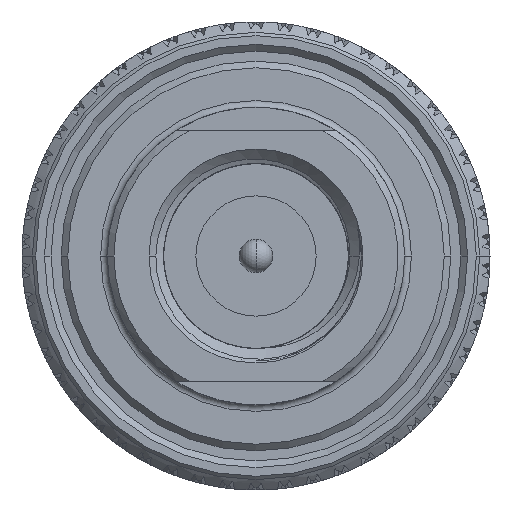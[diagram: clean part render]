
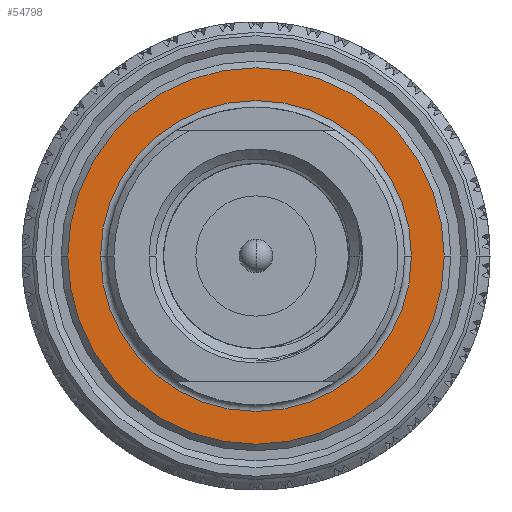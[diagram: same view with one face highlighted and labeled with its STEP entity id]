
A CAD part, left-side view. The second image highlights one B-rep face of the part: STEP entity #54798.
In plain terms, the highlighted planar face has unit normal (-1, 0, 0).
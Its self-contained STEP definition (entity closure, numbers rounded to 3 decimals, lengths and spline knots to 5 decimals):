
#5304 = EDGE_LOOP ( 'NONE', ( #10955, #55199 ) ) ;
#6713 = DIRECTION ( 'NONE',  ( 1., 0., 0. ) ) ;
#10498 = DIRECTION ( 'NONE',  ( 0., 1., 0. ) ) ;
#10712 = CARTESIAN_POINT ( 'NONE',  ( 0.463, 0., 0. ) ) ;
#10955 = ORIENTED_EDGE ( 'NONE', *, *, #48346, .T. ) ;
#19499 = CARTESIAN_POINT ( 'NONE',  ( 0.463, 0., 0. ) ) ;
#19889 = EDGE_LOOP ( 'NONE', ( #21477, #33205 ) ) ;
#21477 = ORIENTED_EDGE ( 'NONE', *, *, #29815, .T. ) ;
#28007 = VERTEX_POINT ( 'NONE', #35231 ) ;
#29347 = VERTEX_POINT ( 'NONE', #98408 ) ;
#29815 = EDGE_CURVE ( 'NONE', #58165, #84472, #90703, .T. ) ;
#31194 = AXIS2_PLACEMENT_3D ( 'NONE', #31551, #84298, #91649 ) ;
#31551 = CARTESIAN_POINT ( 'NONE',  ( 0.463, 0., 0. ) ) ;
#33205 = ORIENTED_EDGE ( 'NONE', *, *, #35272, .T. ) ;
#33408 = CIRCLE ( 'NONE', #31194, 0.2815 ) ;
#35231 = CARTESIAN_POINT ( 'NONE',  ( 0.463, 0.2325, 0. ) ) ;
#35272 = EDGE_CURVE ( 'NONE', #84472, #58165, #33408, .T. ) ;
#40471 = CARTESIAN_POINT ( 'NONE',  ( 0.463, 0.2815, 0. ) ) ;
#42657 = FACE_OUTER_BOUND ( 'NONE', #19889, .T. ) ;
#44610 = CARTESIAN_POINT ( 'NONE',  ( 0.463, 0., 0. ) ) ;
#47720 = DIRECTION ( 'NONE',  ( 1., 0., 0. ) ) ;
#48346 = EDGE_CURVE ( 'NONE', #28007, #29347, #87782, .T. ) ;
#48464 = CIRCLE ( 'NONE', #68977, 0.2325 ) ;
#49948 = EDGE_CURVE ( 'NONE', #29347, #28007, #48464, .T. ) ;
#54798 = ADVANCED_FACE ( 'NONE', ( #60454, #42657 ), #62348, .F. ) ;
#55199 = ORIENTED_EDGE ( 'NONE', *, *, #49948, .T. ) ;
#58165 = VERTEX_POINT ( 'NONE', #40471 ) ;
#60454 = FACE_BOUND ( 'NONE', #5304, .T. ) ;
#62348 = PLANE ( 'NONE',  #83457 ) ;
#65410 = CARTESIAN_POINT ( 'NONE',  ( 0.463, -0.2815, 0. ) ) ;
#68119 = AXIS2_PLACEMENT_3D ( 'NONE', #19499, #87899, #80852 ) ;
#68837 = AXIS2_PLACEMENT_3D ( 'NONE', #10712, #79388, #95073 ) ;
#68977 = AXIS2_PLACEMENT_3D ( 'NONE', #44610, #6713, #80029 ) ;
#79388 = DIRECTION ( 'NONE',  ( 1., 0., 0. ) ) ;
#80029 = DIRECTION ( 'NONE',  ( 0., 1., 0. ) ) ;
#80852 = DIRECTION ( 'NONE',  ( 0., 1., 0. ) ) ;
#83457 = AXIS2_PLACEMENT_3D ( 'NONE', #92904, #47720, #10498 ) ;
#84298 = DIRECTION ( 'NONE',  ( -1., 0., 0. ) ) ;
#84472 = VERTEX_POINT ( 'NONE', #65410 ) ;
#87782 = CIRCLE ( 'NONE', #68837, 0.2325 ) ;
#87899 = DIRECTION ( 'NONE',  ( -1., 0., 0. ) ) ;
#90703 = CIRCLE ( 'NONE', #68119, 0.2815 ) ;
#91649 = DIRECTION ( 'NONE',  ( 0., 1., 0. ) ) ;
#92904 = CARTESIAN_POINT ( 'NONE',  ( 0.463, 0.2225, 0. ) ) ;
#95073 = DIRECTION ( 'NONE',  ( 0., 1., 0. ) ) ;
#98408 = CARTESIAN_POINT ( 'NONE',  ( 0.463, -0.2325, 0. ) ) ;
